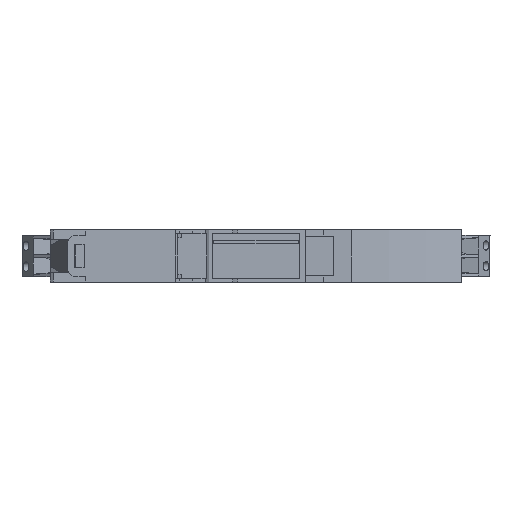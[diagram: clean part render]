
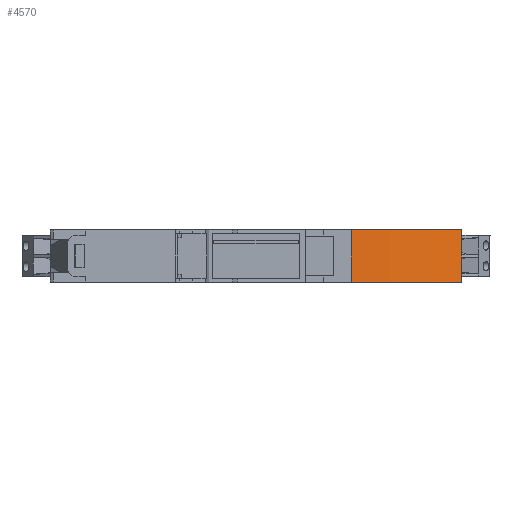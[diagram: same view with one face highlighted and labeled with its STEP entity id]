
A CAD part, front view. The second image highlights one B-rep face of the part: STEP entity #4570.
In plain terms, the highlighted cylindrical face has radius 80 mm (diameter 160 mm), a partial arc.
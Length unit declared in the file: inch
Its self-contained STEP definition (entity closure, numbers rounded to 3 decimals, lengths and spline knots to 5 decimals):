
#704 = VERTEX_POINT ( 'NONE', #25107 ) ;
#1059 = DIRECTION ( 'NONE',  ( 0., 0., -1. ) ) ;
#1376 = FACE_OUTER_BOUND ( 'NONE', #22567, .T. ) ;
#2059 = VECTOR ( 'NONE', #7016, 39.37008 ) ;
#3238 = CARTESIAN_POINT ( 'NONE',  ( 3.89764, 0.43337, 0. ) ) ;
#3276 = CARTESIAN_POINT ( 'NONE',  ( 2.849, 0.11811, 0.49606 ) ) ;
#3830 = CYLINDRICAL_SURFACE ( 'NONE', #11727, 3.14961 ) ;
#4304 = CARTESIAN_POINT ( 'NONE',  ( 3.89764, 0.43337, 0.49606 ) ) ;
#4330 = VERTEX_POINT ( 'NONE', #4304 ) ;
#4570 = ADVANCED_FACE ( 'NONE', ( #1376 ), #3830, .T. ) ;
#4846 = DIRECTION ( 'NONE',  ( 0., 0., 1. ) ) ;
#5564 = DIRECTION ( 'NONE',  ( 0., 1., 0. ) ) ;
#6403 = CIRCLE ( 'NONE', #8724, 3.14961 ) ;
#7016 = DIRECTION ( 'NONE',  ( 0., 0., -1. ) ) ;
#8184 = CARTESIAN_POINT ( 'NONE',  ( 2.48031, 3.24606, 0.49606 ) ) ;
#8295 = ORIENTED_EDGE ( 'NONE', *, *, #9699, .F. ) ;
#8696 = DIRECTION ( 'NONE',  ( 0., 0., 1. ) ) ;
#8724 = AXIS2_PLACEMENT_3D ( 'NONE', #13424, #4846, #26478 ) ;
#9699 = EDGE_CURVE ( 'NONE', #9872, #4330, #6403, .T. ) ;
#9872 = VERTEX_POINT ( 'NONE', #3276 ) ;
#10065 = DIRECTION ( 'NONE',  ( 0., 0., -1. ) ) ;
#11727 = AXIS2_PLACEMENT_3D ( 'NONE', #8184, #10065, #5564 ) ;
#11936 = VERTEX_POINT ( 'NONE', #3238 ) ;
#12628 = VECTOR ( 'NONE', #1059, 39.37008 ) ;
#13126 = CARTESIAN_POINT ( 'NONE',  ( 3.89764, 0.43337, 0.25 ) ) ;
#13358 = AXIS2_PLACEMENT_3D ( 'NONE', #28576, #8696, #17555 ) ;
#13424 = CARTESIAN_POINT ( 'NONE',  ( 2.48031, 3.24606, 0.49606 ) ) ;
#14619 = EDGE_CURVE ( 'NONE', #9872, #704, #22814, .T. ) ;
#16803 = ORIENTED_EDGE ( 'NONE', *, *, #28477, .T. ) ;
#17555 = DIRECTION ( 'NONE',  ( 0., 1., 0. ) ) ;
#17760 = LINE ( 'NONE', #13126, #2059 ) ;
#18944 = CIRCLE ( 'NONE', #13358, 3.14961 ) ;
#22567 = EDGE_LOOP ( 'NONE', ( #16803, #27944, #8295, #23275 ) ) ;
#22814 = LINE ( 'NONE', #27603, #12628 ) ;
#23275 = ORIENTED_EDGE ( 'NONE', *, *, #14619, .T. ) ;
#23763 = EDGE_CURVE ( 'NONE', #4330, #11936, #17760, .T. ) ;
#25107 = CARTESIAN_POINT ( 'NONE',  ( 2.849, 0.11811, 0. ) ) ;
#26478 = DIRECTION ( 'NONE',  ( 0., 1., 0. ) ) ;
#27603 = CARTESIAN_POINT ( 'NONE',  ( 2.849, 0.11811, 0.49606 ) ) ;
#27944 = ORIENTED_EDGE ( 'NONE', *, *, #23763, .F. ) ;
#28477 = EDGE_CURVE ( 'NONE', #704, #11936, #18944, .T. ) ;
#28576 = CARTESIAN_POINT ( 'NONE',  ( 2.48031, 3.24606, 0. ) ) ;
